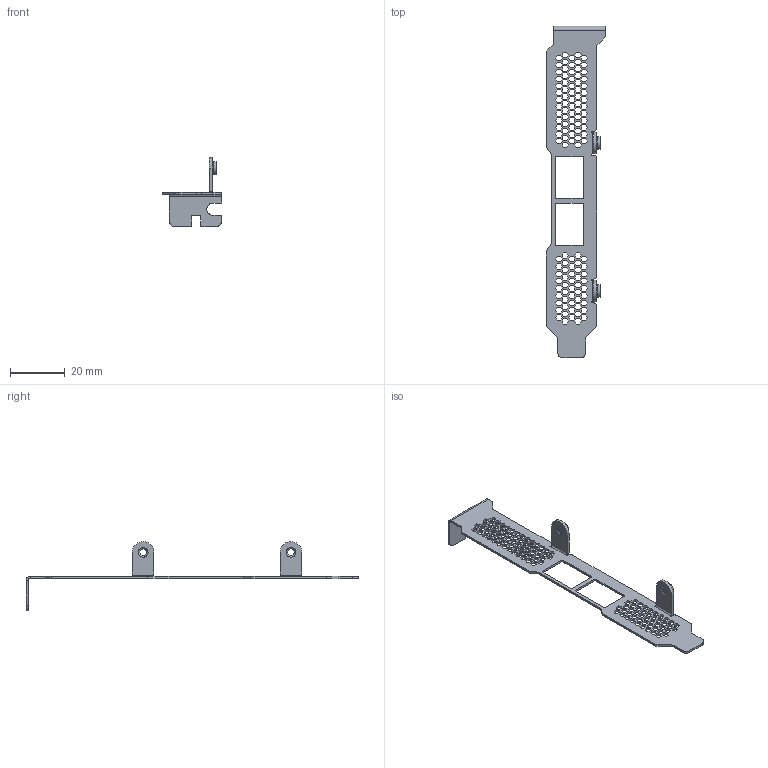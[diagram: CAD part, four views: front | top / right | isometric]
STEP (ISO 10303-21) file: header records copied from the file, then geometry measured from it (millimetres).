
FILE_DESCRIPTION(/* description */ (''),/* implementation_level */ '2;1');
FILE_NAME(/* name */ '挡板 v5.step',/* time_stamp */ '2020-04-13T18:05:57+08:00',/* author */ (''),/* organization */ (''),/* preprocessor_version */ 'ST-DEVELOPER v18',/* originating_system */ 'Autodesk Translation Framework v8.12.0.6',/* authorisation */ '');
FILE_SCHEMA (('AUTOMOTIVE_DESIGN { 1 0 10303 214 3 1 1 }'));
Length unit declared in the file: millimetre
Products named in the file (1): 挡板V4
Bounding box: 21.59 x 121.09 x 25.18 mm (x, y, z)
Volume: 1429.3 mm3; surface area: 4528.9 mm2
Topology: 1 solids, 1 shells, 804 faces, 2381 edges, 1581 vertices
Faces by surface type: plane 743, cylinder 51, bspline 6, torus 4
Full cylindrical faces by diameter (mm): 2.529 x6, 3.086 x6, 4.6 x2
Entity records: 28393 total; most frequent: CARTESIAN_POINT 6401, ORIENTED_EDGE 4762, DIRECTION 4020, EDGE_CURVE 2381, LINE 2244, VECTOR 2244, VERTEX_POINT 1581, EDGE_LOOP 1042
